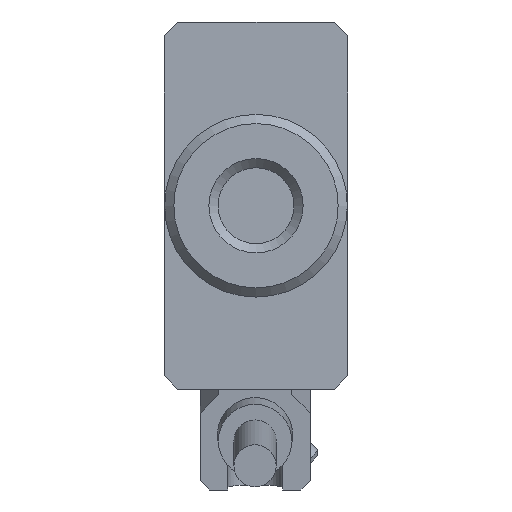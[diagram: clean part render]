
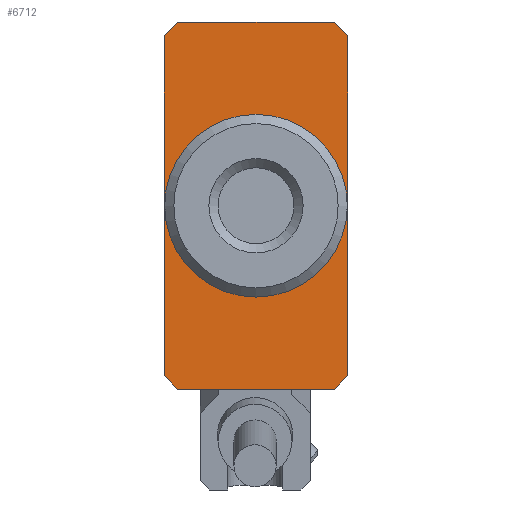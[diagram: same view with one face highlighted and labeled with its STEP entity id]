
A CAD part, left-side view. The second image highlights one B-rep face of the part: STEP entity #6712.
In plain terms, the highlighted planar face has unit normal (-1, 0, 0).
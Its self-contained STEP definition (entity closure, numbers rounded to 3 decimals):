
#148=FACE_BOUND('',#1338,.T.);
#262=CIRCLE('',#7196,4.975);
#930=FACE_OUTER_BOUND('',#1337,.T.);
#1337=EDGE_LOOP('',(#5993,#5994,#5995,#5996,#5997,#5998,#5999,#6000));
#1338=EDGE_LOOP('',(#6001));
#2111=LINE('',#10703,#2864);
#2116=LINE('',#10718,#2869);
#2119=LINE('',#10722,#2872);
#2120=LINE('',#10727,#2873);
#2121=LINE('',#10729,#2874);
#2122=LINE('',#10731,#2875);
#2123=LINE('',#10733,#2876);
#2124=LINE('',#10734,#2877);
#2864=VECTOR('',#8776,10.);
#2869=VECTOR('',#8789,10.);
#2872=VECTOR('',#8794,10.);
#2873=VECTOR('',#8799,10.);
#2874=VECTOR('',#8800,10.);
#2875=VECTOR('',#8801,10.);
#2876=VECTOR('',#8802,10.);
#2877=VECTOR('',#8803,10.);
#3460=VERTEX_POINT('',#10701);
#3461=VERTEX_POINT('',#10702);
#3466=VERTEX_POINT('',#10716);
#3467=VERTEX_POINT('',#10717);
#3469=VERTEX_POINT('',#10726);
#3470=VERTEX_POINT('',#10728);
#3471=VERTEX_POINT('',#10730);
#3472=VERTEX_POINT('',#10732);
#3473=VERTEX_POINT('',#10735);
#4312=EDGE_CURVE('',#3460,#3461,#2111,.T.);
#4319=EDGE_CURVE('',#3466,#3467,#2116,.T.);
#4322=EDGE_CURVE('',#3461,#3466,#2119,.T.);
#4324=EDGE_CURVE('',#3469,#3460,#2120,.T.);
#4325=EDGE_CURVE('',#3470,#3469,#2121,.T.);
#4326=EDGE_CURVE('',#3471,#3470,#2122,.T.);
#4327=EDGE_CURVE('',#3472,#3471,#2123,.T.);
#4328=EDGE_CURVE('',#3467,#3472,#2124,.T.);
#4329=EDGE_CURVE('',#3473,#3473,#262,.T.);
#5993=ORIENTED_EDGE('',*,*,#4319,.F.);
#5994=ORIENTED_EDGE('',*,*,#4322,.F.);
#5995=ORIENTED_EDGE('',*,*,#4312,.F.);
#5996=ORIENTED_EDGE('',*,*,#4324,.F.);
#5997=ORIENTED_EDGE('',*,*,#4325,.F.);
#5998=ORIENTED_EDGE('',*,*,#4326,.F.);
#5999=ORIENTED_EDGE('',*,*,#4327,.F.);
#6000=ORIENTED_EDGE('',*,*,#4328,.F.);
#6001=ORIENTED_EDGE('',*,*,#4329,.T.);
#6379=PLANE('',#7195);
#6712=ADVANCED_FACE('',(#930,#148),#6379,.F.);
#7195=AXIS2_PLACEMENT_3D('',#10725,#8797,#8798);
#7196=AXIS2_PLACEMENT_3D('',#10736,#8804,#8805);
#8776=DIRECTION('',(0.,-0.707,-0.707));
#8789=DIRECTION('',(0.,0.707,-0.707));
#8794=DIRECTION('',(0.,0.,-1.));
#8797=DIRECTION('center_axis',(1.,0.,0.));
#8798=DIRECTION('ref_axis',(0.,0.,-1.));
#8799=DIRECTION('',(0.,-1.,0.));
#8800=DIRECTION('',(0.,-0.707,0.707));
#8801=DIRECTION('',(0.,0.,1.));
#8802=DIRECTION('',(0.,0.707,0.707));
#8803=DIRECTION('',(0.,1.,0.));
#8804=DIRECTION('center_axis',(1.,0.,0.));
#8805=DIRECTION('ref_axis',(0.,-1.,0.));
#10701=CARTESIAN_POINT('',(15.,-4.25,10.));
#10702=CARTESIAN_POINT('',(15.,-5.,9.25));
#10703=CARTESIAN_POINT('',(15.,-5.875,8.375));
#10716=CARTESIAN_POINT('',(15.,-5.,-9.25));
#10717=CARTESIAN_POINT('',(15.,-4.25,-10.));
#10718=CARTESIAN_POINT('',(15.,-5.875,-8.375));
#10722=CARTESIAN_POINT('',(15.,-5.,10.));
#10725=CARTESIAN_POINT('Origin',(15.,0.,0.));
#10726=CARTESIAN_POINT('',(15.,4.25,10.));
#10727=CARTESIAN_POINT('',(15.,5.,10.));
#10728=CARTESIAN_POINT('',(15.,5.,9.25));
#10729=CARTESIAN_POINT('',(15.,5.875,8.375));
#10730=CARTESIAN_POINT('',(15.,5.,-9.25));
#10731=CARTESIAN_POINT('',(15.,5.,-10.));
#10732=CARTESIAN_POINT('',(15.,4.25,-10.));
#10733=CARTESIAN_POINT('',(15.,5.875,-8.375));
#10734=CARTESIAN_POINT('',(15.,-5.,-10.));
#10735=CARTESIAN_POINT('',(15.,4.975,0.));
#10736=CARTESIAN_POINT('Origin',(15.,0.,0.));
